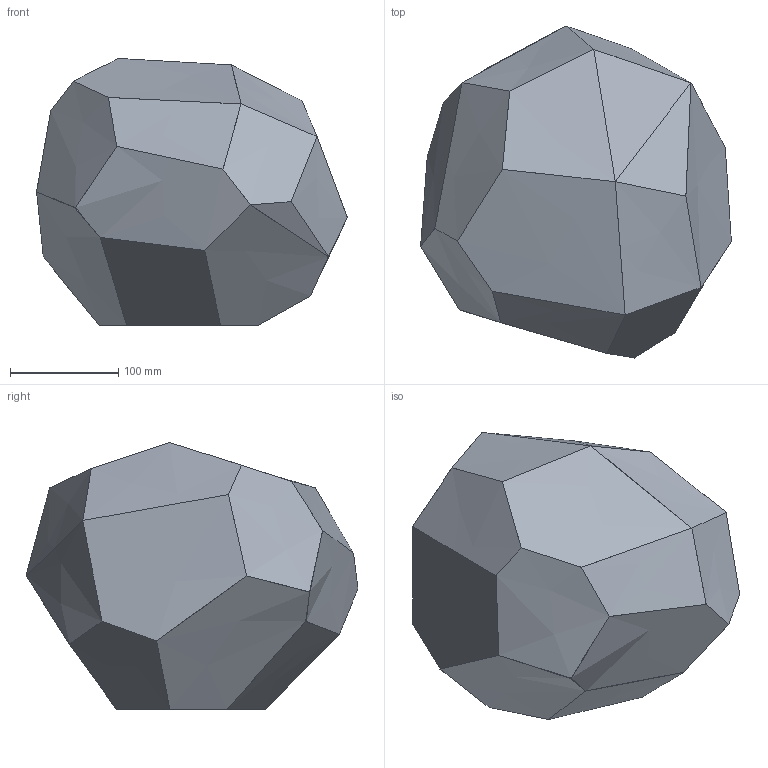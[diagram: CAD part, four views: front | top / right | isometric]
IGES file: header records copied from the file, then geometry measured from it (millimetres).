
Global section: file name: 92HJames'Innermost_Asteroid.igs; native system: Rhinoceros ( Jan 26 2009 ); preprocessor: Trout Lake IGES 012 Jan 26 2009; date: 100924.100431; units: millimetre
Bounding box: 286.57 x 306.07 x 246.27 mm (x, y, z)
Surface area: 245352.1 mm2 (no closed solid volume)
Topology: 0 solids, 0 shells, 26 faces, 149 edges, 149 vertices
Faces by surface type: bspline 26
